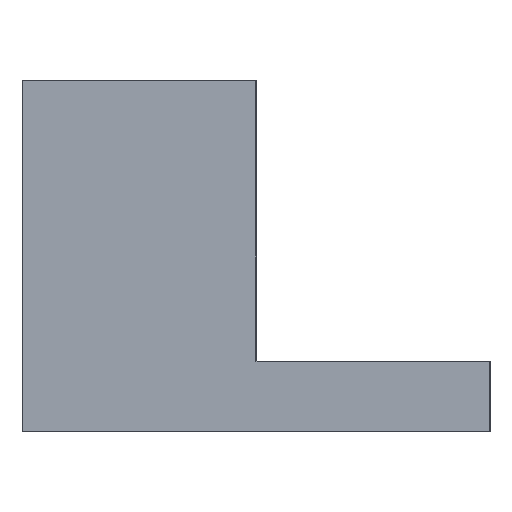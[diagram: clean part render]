
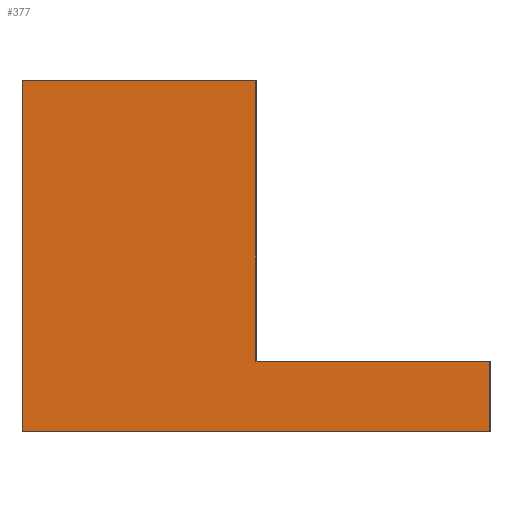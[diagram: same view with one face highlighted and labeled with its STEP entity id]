
A CAD part, left-side view. The second image highlights one B-rep face of the part: STEP entity #377.
In plain terms, the highlighted planar face has unit normal (-1, 0, 0).
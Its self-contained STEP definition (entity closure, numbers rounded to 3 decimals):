
#29=FACE_OUTER_BOUND('',#50,.T.);
#50=EDGE_LOOP('',(#269,#270,#271,#272,#273,#274));
#80=LINE('',#556,#128);
#85=LINE('',#570,#133);
#86=LINE('',#571,#134);
#87=LINE('',#573,#135);
#88=LINE('',#575,#136);
#89=LINE('',#576,#137);
#128=VECTOR('',#450,10.);
#133=VECTOR('',#461,10.);
#134=VECTOR('',#462,10.);
#135=VECTOR('',#463,10.);
#136=VECTOR('',#464,10.);
#137=VECTOR('',#465,10.);
#173=VERTEX_POINT('',#549);
#176=VERTEX_POINT('',#554);
#181=VERTEX_POINT('',#568);
#182=VERTEX_POINT('',#569);
#183=VERTEX_POINT('',#572);
#184=VERTEX_POINT('',#574);
#210=EDGE_CURVE('',#176,#173,#80,.T.);
#216=EDGE_CURVE('',#181,#182,#85,.T.);
#217=EDGE_CURVE('',#182,#173,#86,.T.);
#218=EDGE_CURVE('',#183,#176,#87,.T.);
#219=EDGE_CURVE('',#183,#184,#88,.T.);
#220=EDGE_CURVE('',#184,#181,#89,.T.);
#269=ORIENTED_EDGE('',*,*,#216,.T.);
#270=ORIENTED_EDGE('',*,*,#217,.T.);
#271=ORIENTED_EDGE('',*,*,#210,.F.);
#272=ORIENTED_EDGE('',*,*,#218,.F.);
#273=ORIENTED_EDGE('',*,*,#219,.T.);
#274=ORIENTED_EDGE('',*,*,#220,.T.);
#359=PLANE('',#412);
#377=ADVANCED_FACE('',(#29),#359,.T.);
#412=AXIS2_PLACEMENT_3D('',#567,#459,#460);
#450=DIRECTION('',(0.,-1.,0.));
#459=DIRECTION('center_axis',(-1.,0.,0.));
#460=DIRECTION('ref_axis',(0.,0.,1.));
#461=DIRECTION('',(0.,1.,0.));
#462=DIRECTION('',(0.,0.,1.));
#463=DIRECTION('',(0.,0.,1.));
#464=DIRECTION('',(0.,-1.,0.));
#465=DIRECTION('',(0.,0.,1.));
#549=CARTESIAN_POINT('',(-1.9,10.,15.));
#554=CARTESIAN_POINT('',(-1.9,20.,15.));
#556=CARTESIAN_POINT('',(-1.9,0.,15.));
#567=CARTESIAN_POINT('Origin',(-1.9,0.,3.));
#568=CARTESIAN_POINT('',(-1.9,0.,3.));
#569=CARTESIAN_POINT('',(-1.9,10.,3.));
#570=CARTESIAN_POINT('',(-1.9,0.,3.));
#571=CARTESIAN_POINT('',(-1.9,10.,3.5));
#572=CARTESIAN_POINT('',(-1.9,20.,0.));
#573=CARTESIAN_POINT('',(-1.9,20.,12.));
#574=CARTESIAN_POINT('',(-1.9,0.,0.));
#575=CARTESIAN_POINT('',(-1.9,0.,0.));
#576=CARTESIAN_POINT('',(-1.9,0.,4.25));
